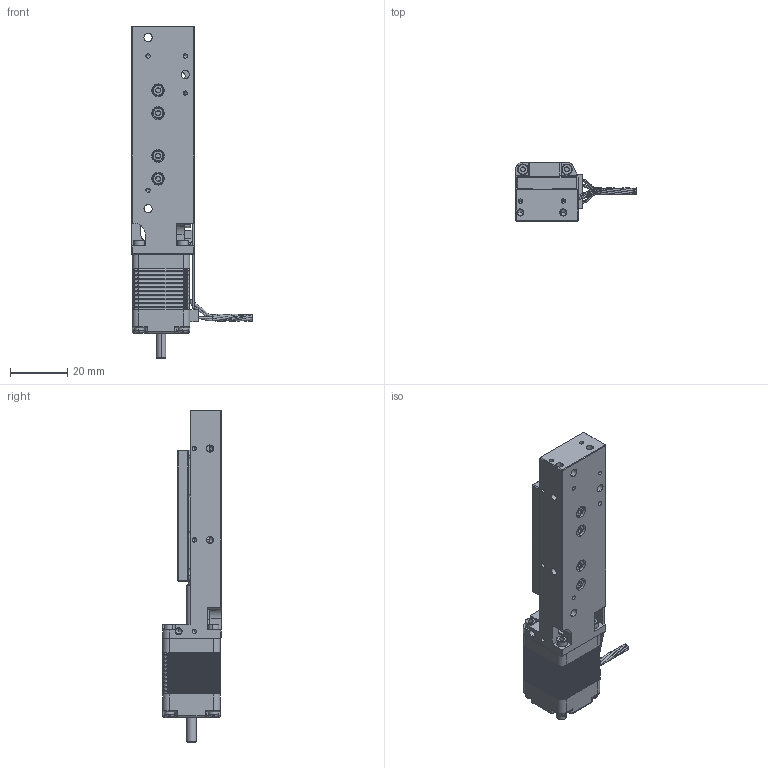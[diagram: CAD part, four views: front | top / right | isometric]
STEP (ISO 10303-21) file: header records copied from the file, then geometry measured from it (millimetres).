
FILE_DESCRIPTION (( 'STEP AP214' ), '1' );
FILE_NAME ('VT-21L-1201X.STEP', '2023-03-01T22:07:08', ( '' ), ( '' ), 'SwSTEP 2.0', 'SolidWorks 2020', '' );
FILE_SCHEMA (( 'AUTOMOTIVE_DESIGN' ));
Length unit declared in the file: millimetre
Products named in the file (13): 430101-F Base 26mm; 130005 Motor S8-NC; 430103 VT-21, Limit Cover, 26mm; 430102-D Carriage 26mm; SCREW, MS-PFH, M-DIN_M2 x 0.4 x 04mm; SCREW, SHCS-S, M-DIN_M2 x 0.4 x 04mm; VT-21 Cable; Set Screw, Cup-H, M-DIN_M2.0 x 0.4 x 03mm; SCREW, SHCS-S, M-DIN_M2 x 0.4 x 03mm; 130009 Leadscrew S8, Male_55.2; Dowel Pin, E-NR_E1''16 x 3''16in; SCREW, MS-SCH, M-DIN_M2 x 0.4 x 04mm; VT-21L-1201X
Assembly tree (25 placements, depth 2):
  VT-21L-1201X
    SCREW, SHCS-S, M-DIN_M2 x 0.4 x 04mm  x4
    Dowel Pin, E-NR_E1''16 x 3''16in  x4
    Set Screw, Cup-H, M-DIN_M2.0 x 0.4 x 03mm
    VT-21 Cable
    130005 Motor S8-NC
    130009 Leadscrew S8, Male_55.2
    SCREW, MS-SCH, M-DIN_M2 x 0.4 x 04mm  x4
    SCREW, MS-PFH, M-DIN_M2 x 0.4 x 04mm  x2
    SCREW, SHCS-S, M-DIN_M2 x 0.4 x 03mm  x4
    430102-D Carriage 26mm
    430103 VT-21, Limit Cover, 26mm
    430101-F Base 26mm
Bounding box: 42.35 x 20.6 x 116.24 mm (x, y, z)
Volume: 28283.9 mm3; surface area: 19865.4 mm2
Topology: 27 solids, 27 shells, 1751 faces, 3944 edges, 2247 vertices
Faces by surface type: cylinder 649, plane 414, torus 392, cone 244, bspline 28, sphere 24
Entity records: 48219 total; most frequent: CARTESIAN_POINT 11886, DIRECTION 7854, ORIENTED_EDGE 6684, EDGE_CURVE 3342, AXIS2_PLACEMENT_3D 3226, VERTEX_POINT 1937, CIRCLE 1733, EDGE_LOOP 1629
